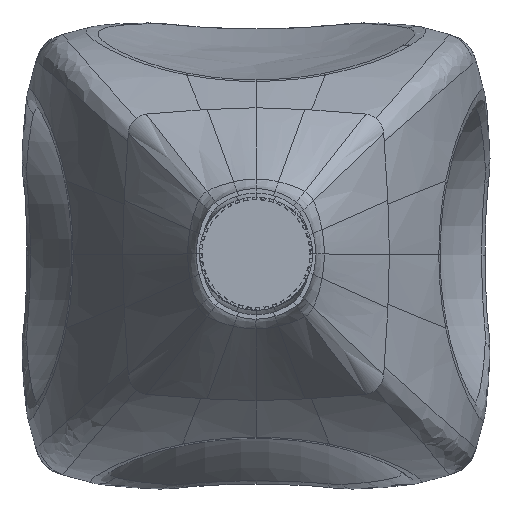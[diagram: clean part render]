
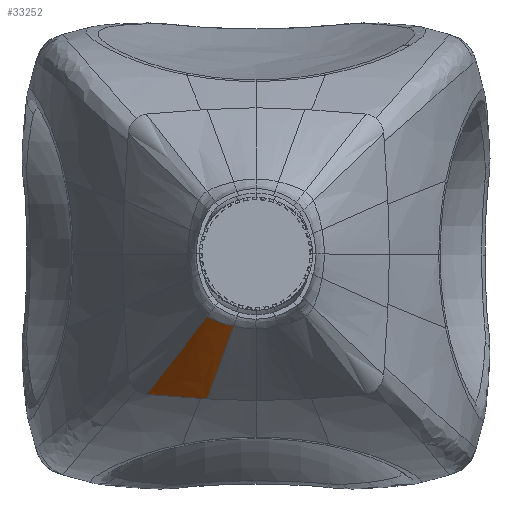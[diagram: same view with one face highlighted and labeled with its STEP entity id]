
A CAD part, top view. The second image highlights one B-rep face of the part: STEP entity #33252.
In plain terms, the highlighted free-form (B-spline) face has degree [5, 5] with [6, 6] control points.
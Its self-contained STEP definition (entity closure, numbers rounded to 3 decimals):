
#32504=CARTESIAN_POINT('Vertex',(-5.079,-16.355,177.352)) ;
#32792=CARTESIAN_POINT('Vertex',(-11.046,-14.221,177.418)) ;
#32796=CARTESIAN_POINT('Control Point',(-11.046,-14.221,177.418)) ;
#32797=CARTESIAN_POINT('Control Point',(-9.67,-14.937,177.398)) ;
#32798=CARTESIAN_POINT('Control Point',(-8.201,-15.528,177.378)) ;
#32799=CARTESIAN_POINT('Control Point',(-6.658,-15.996,177.362)) ;
#32800=CARTESIAN_POINT('Control Point',(-5.079,-16.355,177.352)) ;
#32851=CARTESIAN_POINT('Vertex',(-11.044,-32.759,150.534)) ;
#32855=CARTESIAN_POINT('Control Point',(-5.079,-16.355,177.352)) ;
#32856=CARTESIAN_POINT('Control Point',(-6.199,-19.633,171.905)) ;
#32857=CARTESIAN_POINT('Control Point',(-7.387,-22.947,166.457)) ;
#32858=CARTESIAN_POINT('Control Point',(-8.585,-26.191,161.171)) ;
#32859=CARTESIAN_POINT('Control Point',(-9.813,-29.472,155.853)) ;
#32860=CARTESIAN_POINT('Control Point',(-11.044,-32.759,150.534)) ;
#33193=CARTESIAN_POINT('Control Point',(-11.044,-32.759,150.534)) ;
#33194=CARTESIAN_POINT('Control Point',(-13.85,-32.573,150.54)) ;
#33195=CARTESIAN_POINT('Control Point',(-16.649,-32.407,150.548)) ;
#33196=CARTESIAN_POINT('Control Point',(-19.414,-32.229,150.558)) ;
#33197=CARTESIAN_POINT('Control Point',(-22.134,-32.01,150.572)) ;
#33198=CARTESIAN_POINT('Control Point',(-24.811,-31.725,150.588)) ;
#33199=CARTESIAN_POINT('Control Point',(-9.813,-29.472,155.853)) ;
#33200=CARTESIAN_POINT('Control Point',(-12.299,-29.249,155.86)) ;
#33201=CARTESIAN_POINT('Control Point',(-14.774,-29.03,155.869)) ;
#33202=CARTESIAN_POINT('Control Point',(-17.212,-28.786,155.882)) ;
#33203=CARTESIAN_POINT('Control Point',(-19.6,-28.491,155.897)) ;
#33204=CARTESIAN_POINT('Control Point',(-21.941,-28.121,155.916)) ;
#33205=CARTESIAN_POINT('Control Point',(-8.585,-26.191,161.171)) ;
#33206=CARTESIAN_POINT('Control Point',(-10.75,-25.935,161.179)) ;
#33207=CARTESIAN_POINT('Control Point',(-12.901,-25.661,161.19)) ;
#33208=CARTESIAN_POINT('Control Point',(-15.013,-25.348,161.204)) ;
#33209=CARTESIAN_POINT('Control Point',(-17.074,-24.973,161.222)) ;
#33210=CARTESIAN_POINT('Control Point',(-19.083,-24.521,161.241)) ;
#33211=CARTESIAN_POINT('Control Point',(-7.386,-22.948,166.457)) ;
#33212=CARTESIAN_POINT('Control Point',(-9.24,-22.666,166.465)) ;
#33213=CARTESIAN_POINT('Control Point',(-11.076,-22.346,166.477)) ;
#33214=CARTESIAN_POINT('Control Point',(-12.873,-21.971,166.493)) ;
#33215=CARTESIAN_POINT('Control Point',(-14.618,-21.528,166.511)) ;
#33216=CARTESIAN_POINT('Control Point',(-16.308,-21.005,166.531)) ;
#33217=CARTESIAN_POINT('Control Point',(-6.199,-19.633,171.905)) ;
#33218=CARTESIAN_POINT('Control Point',(-7.747,-19.34,171.914)) ;
#33219=CARTESIAN_POINT('Control Point',(-9.275,-18.991,171.926)) ;
#33220=CARTESIAN_POINT('Control Point',(-10.765,-18.576,171.942)) ;
#33221=CARTESIAN_POINT('Control Point',(-12.203,-18.087,171.961)) ;
#33222=CARTESIAN_POINT('Control Point',(-13.585,-17.519,171.98)) ;
#33223=CARTESIAN_POINT('Control Point',(-5.079,-16.355,177.352)) ;
#33224=CARTESIAN_POINT('Control Point',(-6.342,-16.068,177.36)) ;
#33225=CARTESIAN_POINT('Control Point',(-7.584,-15.716,177.371)) ;
#33226=CARTESIAN_POINT('Control Point',(-8.789,-15.292,177.386)) ;
#33227=CARTESIAN_POINT('Control Point',(-9.945,-14.793,177.402)) ;
#33228=CARTESIAN_POINT('Control Point',(-11.046,-14.221,177.418)) ;
#33230=CARTESIAN_POINT('Control Point',(-11.046,-14.221,177.418)) ;
#33231=CARTESIAN_POINT('Control Point',(-13.585,-17.519,171.98)) ;
#33232=CARTESIAN_POINT('Control Point',(-16.308,-21.005,166.531)) ;
#33233=CARTESIAN_POINT('Control Point',(-19.083,-24.52,161.241)) ;
#33234=CARTESIAN_POINT('Control Point',(-21.941,-28.121,155.916)) ;
#33235=CARTESIAN_POINT('Control Point',(-24.811,-31.725,150.588)) ;
#33236=CARTESIAN_POINT('Vertex',(-24.811,-31.725,150.588)) ;
#33240=CARTESIAN_POINT('Control Point',(-24.811,-31.725,150.588)) ;
#33241=CARTESIAN_POINT('Control Point',(-21.464,-32.082,150.568)) ;
#33242=CARTESIAN_POINT('Control Point',(-18.047,-32.327,150.552)) ;
#33243=CARTESIAN_POINT('Control Point',(-14.552,-32.527,150.541)) ;
#33244=CARTESIAN_POINT('Control Point',(-11.044,-32.759,150.534)) ;
#33247=ORIENTED_EDGE('',*,*,#32861,.F.) ;
#33248=ORIENTED_EDGE('',*,*,#32801,.F.) ;
#33249=ORIENTED_EDGE('',*,*,#33238,.T.) ;
#33250=ORIENTED_EDGE('',*,*,#33245,.T.) ;
#33252=ADVANCED_FACE('Body.2',(#33251),#33192,.T.) ;
#32795=B_SPLINE_CURVE_WITH_KNOTS('',4,(#32796,#32797,#32798,#32799,#32800),.UNSPECIFIED.,.F.,.U.,(5,5),(-8.98,8.98),.UNSPECIFIED.) ;
#32854=B_SPLINE_CURVE_WITH_KNOTS('',5,(#32855,#32856,#32857,#32858,#32859,#32860),.UNSPECIFIED.,.F.,.U.,(6,6),(-16.183,16.183),.UNSPECIFIED.) ;
#33229=B_SPLINE_CURVE_WITH_KNOTS('',5,(#33230,#33231,#33232,#33233,#33234,#33235),.UNSPECIFIED.,.F.,.U.,(6,6),(-16.183,16.183),.UNSPECIFIED.) ;
#33239=B_SPLINE_CURVE_WITH_KNOTS('',4,(#33240,#33241,#33242,#33243,#33244),.UNSPECIFIED.,.F.,.U.,(5,5),(-8.98,8.98),.UNSPECIFIED.) ;
#33192=B_SPLINE_SURFACE_WITH_KNOTS('',5,5,((#33193,#33194,#33195,#33196,#33197,#33198),(#33199,#33200,#33201,#33202,#33203,#33204),(#33205,#33206,#33207,#33208,#33209,#33210),(#33211,#33212,#33213,#33214,#33215,#33216),(#33217,#33218,#33219,#33220,#33221,#33222),(#33223,#33224,#33225,#33226,#33227,#33228)),.UNSPECIFIED.,.F.,.F.,.U.,(6,6),(6,6),(0.,32.366),(180.047,198.008),.UNSPECIFIED.) ;
#32801=EDGE_CURVE('',#32793,#32505,#32795,.T.) ;
#32861=EDGE_CURVE('',#32505,#32852,#32854,.T.) ;
#33238=EDGE_CURVE('',#32793,#33237,#33229,.T.) ;
#33245=EDGE_CURVE('',#33237,#32852,#33239,.T.) ;
#33246=EDGE_LOOP('',(#33247,#33248,#33249,#33250)) ;
#33251=FACE_OUTER_BOUND('',#33246,.T.) ;
#32505=VERTEX_POINT('',#32504) ;
#32793=VERTEX_POINT('',#32792) ;
#32852=VERTEX_POINT('',#32851) ;
#33237=VERTEX_POINT('',#33236) ;
